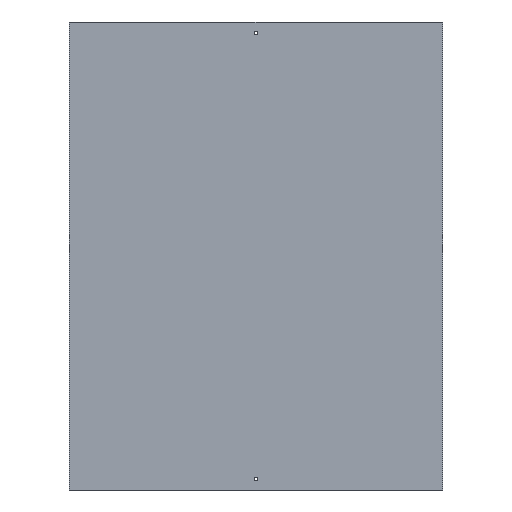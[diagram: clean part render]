
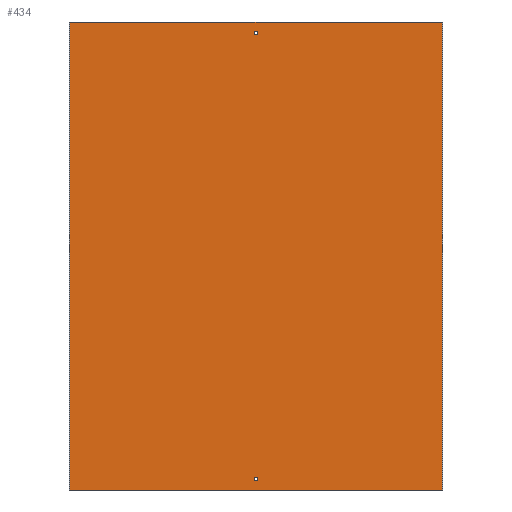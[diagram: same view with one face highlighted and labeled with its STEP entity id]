
A CAD part, front view. The second image highlights one B-rep face of the part: STEP entity #434.
In plain terms, the highlighted planar face has unit normal (0, -1, 0).
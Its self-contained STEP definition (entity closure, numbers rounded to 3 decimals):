
#3 = CARTESIAN_POINT ( 'NONE',  ( -251., 0., 0. ) ) ;
#5 = CARTESIAN_POINT ( 'NONE',  ( 251., 0., 0. ) ) ;
#8 = CARTESIAN_POINT ( 'NONE',  ( -251., 0., 0. ) ) ;
#9 = CARTESIAN_POINT ( 'NONE',  ( -251., 0., 631. ) ) ;
#16 = CARTESIAN_POINT ( 'NONE',  ( 0., 0., 616. ) ) ;
#17 = CARTESIAN_POINT ( 'NONE',  ( -251., 0., 631. ) ) ;
#19 = DIRECTION ( 'NONE',  ( 0., -1., 0. ) ) ;
#23 = CARTESIAN_POINT ( 'NONE',  ( 251., 0., 631. ) ) ;
#31 = CARTESIAN_POINT ( 'NONE',  ( 0., 0., 618.5 ) ) ;
#37 = DIRECTION ( 'NONE',  ( 0., -1., 0. ) ) ;
#38 = DIRECTION ( 'NONE',  ( 0., 0., 1. ) ) ;
#40 = CARTESIAN_POINT ( 'NONE',  ( 0., 0., 15. ) ) ;
#42 = PLANE ( 'NONE',  #418 ) ;
#44 = DIRECTION ( 'NONE',  ( 0., 0., 1. ) ) ;
#45 = DIRECTION ( 'NONE',  ( 0., 0., 1. ) ) ;
#46 = DIRECTION ( 'NONE',  ( 1., 0., 0. ) ) ;
#48 = CARTESIAN_POINT ( 'NONE',  ( 0., 0., 17.5 ) ) ;
#49 = CARTESIAN_POINT ( 'NONE',  ( -251., 0., 631. ) ) ;
#57 = DIRECTION ( 'NONE',  ( 0., 1., 0. ) ) ;
#77 = DIRECTION ( 'NONE',  ( 0., 0., -1. ) ) ;
#81 = DIRECTION ( 'NONE',  ( 1., 0., 0. ) ) ;
#96 = DIRECTION ( 'NONE',  ( 0., 0., -1. ) ) ;
#102 = CARTESIAN_POINT ( 'NONE',  ( 251., 0., 631. ) ) ;
#151 = CARTESIAN_POINT ( 'NONE',  ( -251., 0., 631. ) ) ;
#178 = ORIENTED_EDGE ( 'NONE', *, *, #396, .F. ) ;
#180 = ORIENTED_EDGE ( 'NONE', *, *, #397, .F. ) ;
#181 = ORIENTED_EDGE ( 'NONE', *, *, #393, .T. ) ;
#182 = ORIENTED_EDGE ( 'NONE', *, *, #400, .F. ) ;
#187 = ORIENTED_EDGE ( 'NONE', *, *, #406, .F. ) ;
#190 = ORIENTED_EDGE ( 'NONE', *, *, #398, .T. ) ;
#199 = VERTEX_POINT ( 'NONE', #48 ) ;
#200 = VERTEX_POINT ( 'NONE', #31 ) ;
#204 = FACE_BOUND ( 'NONE', #342, .T. ) ;
#206 = FACE_OUTER_BOUND ( 'NONE', #289, .T. ) ;
#207 = FACE_BOUND ( 'NONE', #345, .T. ) ;
#222 = VECTOR ( 'NONE', #96, 1000. ) ;
#225 = LINE ( 'NONE', #102, #222 ) ;
#236 = VECTOR ( 'NONE', #46, 1000. ) ;
#237 = VECTOR ( 'NONE', #81, 1000. ) ;
#238 = CIRCLE ( 'NONE', #370, 2.5 ) ;
#239 = LINE ( 'NONE', #9, #237 ) ;
#240 = LINE ( 'NONE', #3, #236 ) ;
#243 = VECTOR ( 'NONE', #77, 1000. ) ;
#247 = LINE ( 'NONE', #151, #243 ) ;
#249 = CIRCLE ( 'NONE', #371, 2.5 ) ;
#289 = EDGE_LOOP ( 'NONE', ( #190, #187, #182, #181 ) ) ;
#313 = VERTEX_POINT ( 'NONE', #8 ) ;
#319 = VERTEX_POINT ( 'NONE', #17 ) ;
#324 = VERTEX_POINT ( 'NONE', #5 ) ;
#327 = VERTEX_POINT ( 'NONE', #23 ) ;
#342 = EDGE_LOOP ( 'NONE', ( #180 ) ) ;
#345 = EDGE_LOOP ( 'NONE', ( #178 ) ) ;
#370 = AXIS2_PLACEMENT_3D ( 'NONE', #40, #37, #45 ) ;
#371 = AXIS2_PLACEMENT_3D ( 'NONE', #16, #19, #44 ) ;
#393 = EDGE_CURVE ( 'NONE', #319, #313, #247, .T. ) ;
#396 = EDGE_CURVE ( 'NONE', #200, #200, #249, .T. ) ;
#397 = EDGE_CURVE ( 'NONE', #199, #199, #238, .T. ) ;
#398 = EDGE_CURVE ( 'NONE', #313, #324, #240, .T. ) ;
#400 = EDGE_CURVE ( 'NONE', #319, #327, #239, .T. ) ;
#406 = EDGE_CURVE ( 'NONE', #327, #324, #225, .T. ) ;
#418 = AXIS2_PLACEMENT_3D ( 'NONE', #49, #57, #38 ) ;
#434 = ADVANCED_FACE ( 'NONE', ( #207, #204, #206 ), #42, .F. ) ;
